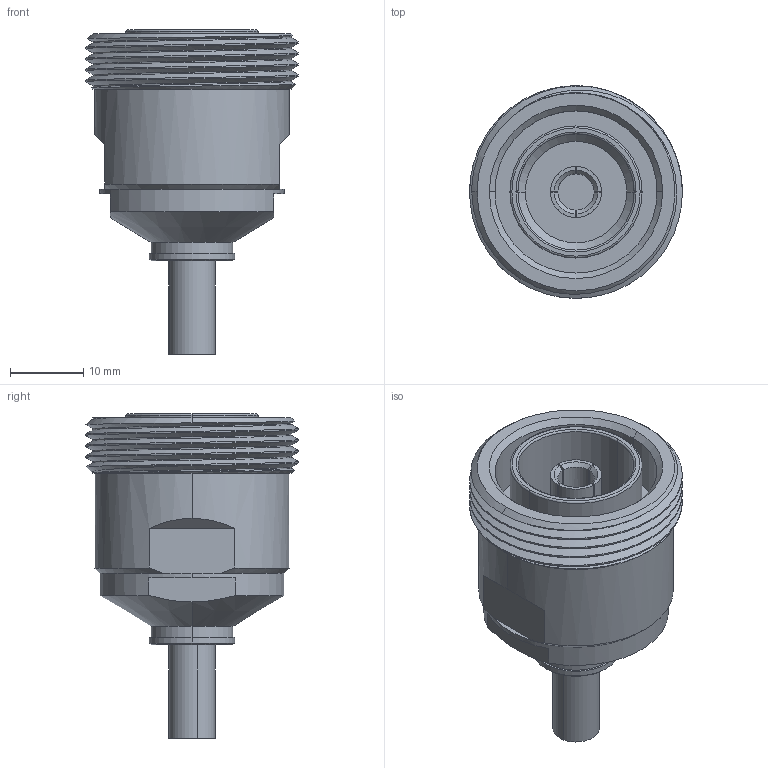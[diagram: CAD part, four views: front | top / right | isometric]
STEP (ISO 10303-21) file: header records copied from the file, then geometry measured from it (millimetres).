
FILE_DESCRIPTION (( 'STEP AP214' ), '1' );
FILE_NAME ('FMCN1749_3D.STEP', '2021-09-22T21:06:12', ( '' ), ( '' ), 'SwSTEP 2.0', 'SolidWorks 2021', '' );
FILE_SCHEMA (( 'AUTOMOTIVE_DESIGN' ));
Length unit declared in the file: inch
Products named in the file (3): FMCN1749; FMCN1749_3D; FMCN1749_FERRULE
Assembly tree (2 placements, depth 2):
  FMCN1749_3D
    FMCN1749
    FMCN1749_FERRULE
Bounding box: 29 x 29 x 44.2 mm (x, y, z)
Volume: 11727.9 mm3; surface area: 6550.1 mm2
Topology: 2 solids, 2 shells, 102 faces, 250 edges, 160 vertices
Faces by surface type: plane 38, cylinder 37, cone 20, torus 4, bspline 3
Entity records: 4239 total; most frequent: CARTESIAN_POINT 1733, DIRECTION 512, ORIENTED_EDGE 500, EDGE_CURVE 250, AXIS2_PLACEMENT_3D 208, VERTEX_POINT 160, EDGE_LOOP 112, CIRCLE 104
